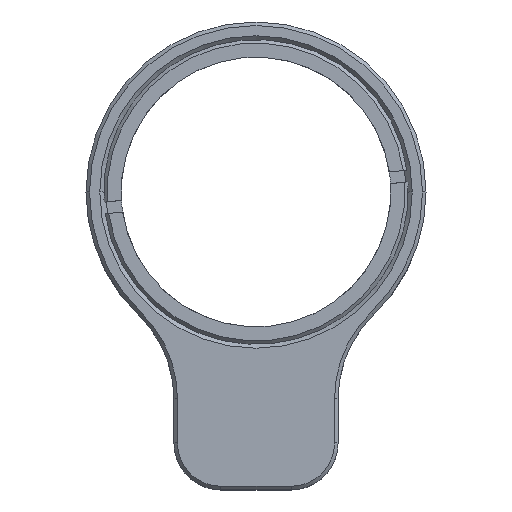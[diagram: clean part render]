
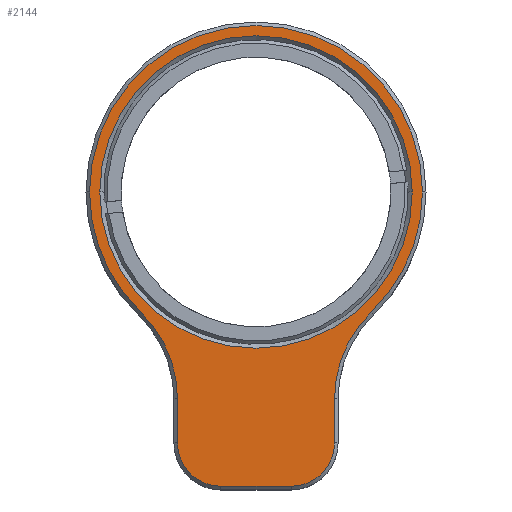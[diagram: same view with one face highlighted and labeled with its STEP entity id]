
A CAD part, top view. The second image highlights one B-rep face of the part: STEP entity #2144.
In plain terms, the highlighted planar face has unit normal (0, 0, 1).
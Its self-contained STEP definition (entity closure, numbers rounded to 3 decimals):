
#29 = VERTEX_POINT ( 'NONE', #572 ) ;
#47 = AXIS2_PLACEMENT_3D ( 'NONE', #1016, #2621, #677 ) ;
#125 = EDGE_LOOP ( 'NONE', ( #3872, #3204, #1256, #2196, #2961, #1458, #832, #3197, #3083, #1518 ) ) ;
#126 = EDGE_CURVE ( 'NONE', #628, #3176, #2151, .T. ) ;
#164 = DIRECTION ( 'NONE',  ( 1., 0., 0. ) ) ;
#166 = DIRECTION ( 'NONE',  ( 0., 0., 1. ) ) ;
#205 = EDGE_CURVE ( 'NONE', #2769, #2344, #1641, .T. ) ;
#242 = CIRCLE ( 'NONE', #3363, 14.2 ) ;
#266 = AXIS2_PLACEMENT_3D ( 'NONE', #904, #3163, #1240 ) ;
#285 = LINE ( 'NONE', #734, #1695 ) ;
#301 = CARTESIAN_POINT ( 'NONE',  ( 61.976, -8.886, 5.25 ) ) ;
#315 = VERTEX_POINT ( 'NONE', #3180 ) ;
#323 = CARTESIAN_POINT ( 'NONE',  ( 72.276, -5.128, 5.25 ) ) ;
#388 = ORIENTED_EDGE ( 'NONE', *, *, #3982, .T. ) ;
#392 = DIRECTION ( 'NONE',  ( 0., 0., -1. ) ) ;
#563 = VERTEX_POINT ( 'NONE', #301 ) ;
#572 = CARTESIAN_POINT ( 'NONE',  ( 48.576, -8.886, 5.25 ) ) ;
#587 = CARTESIAN_POINT ( 'NONE',  ( 58.276, -12.586, 5.25 ) ) ;
#627 = EDGE_CURVE ( 'NONE', #1175, #1755, #1191, .T. ) ;
#628 = VERTEX_POINT ( 'NONE', #1568 ) ;
#677 = DIRECTION ( 'NONE',  ( 1., 0., 0. ) ) ;
#682 = DIRECTION ( 'NONE',  ( 0., 0., 1. ) ) ;
#704 = CARTESIAN_POINT ( 'NONE',  ( 38.276, -5.128, 5.25 ) ) ;
#734 = CARTESIAN_POINT ( 'NONE',  ( 61.976, -5.128, 5.25 ) ) ;
#832 = ORIENTED_EDGE ( 'NONE', *, *, #205, .T. ) ;
#863 = CARTESIAN_POINT ( 'NONE',  ( 55.276, 12.514, 5.25 ) ) ;
#894 = CIRCLE ( 'NONE', #266, 14.2 ) ;
#904 = CARTESIAN_POINT ( 'NONE',  ( 55.276, 12.514, 5.25 ) ) ;
#924 = CARTESIAN_POINT ( 'NONE',  ( 58.276, -12.586, 5.25 ) ) ;
#986 = CARTESIAN_POINT ( 'NONE',  ( 45.423, 2.289, 5.25 ) ) ;
#1016 = CARTESIAN_POINT ( 'NONE',  ( 55.276, 12.514, 5.25 ) ) ;
#1129 = AXIS2_PLACEMENT_3D ( 'NONE', #704, #392, #3216 ) ;
#1147 = AXIS2_PLACEMENT_3D ( 'NONE', #1650, #3881, #1975 ) ;
#1175 = VERTEX_POINT ( 'NONE', #3387 ) ;
#1191 = LINE ( 'NONE', #587, #2796 ) ;
#1195 = DIRECTION ( 'NONE',  ( 1., 0., 0. ) ) ;
#1196 = CIRCLE ( 'NONE', #2141, 3.7 ) ;
#1240 = DIRECTION ( 'NONE',  ( 1., 0., 0. ) ) ;
#1256 = ORIENTED_EDGE ( 'NONE', *, *, #3849, .T. ) ;
#1292 = PLANE ( 'NONE',  #1513 ) ;
#1311 = DIRECTION ( 'NONE',  ( 1., 0., 0. ) ) ;
#1341 = CIRCLE ( 'NONE', #1147, 10.3 ) ;
#1395 = ORIENTED_EDGE ( 'NONE', *, *, #126, .T. ) ;
#1458 = ORIENTED_EDGE ( 'NONE', *, *, #2971, .T. ) ;
#1513 = AXIS2_PLACEMENT_3D ( 'NONE', #323, #3229, #1311 ) ;
#1518 = ORIENTED_EDGE ( 'NONE', *, *, #627, .T. ) ;
#1568 = CARTESIAN_POINT ( 'NONE',  ( 41.951, 12.514, 5.25 ) ) ;
#1589 = VERTEX_POINT ( 'NONE', #2116 ) ;
#1641 = CIRCLE ( 'NONE', #1129, 10.3 ) ;
#1650 = CARTESIAN_POINT ( 'NONE',  ( 72.276, -5.128, 5.25 ) ) ;
#1695 = VECTOR ( 'NONE', #2683, 1000. ) ;
#1727 = AXIS2_PLACEMENT_3D ( 'NONE', #2625, #682, #2949 ) ;
#1737 = CARTESIAN_POINT ( 'NONE',  ( 48.576, -5.128, 5.25 ) ) ;
#1755 = VERTEX_POINT ( 'NONE', #924 ) ;
#1770 = FACE_OUTER_BOUND ( 'NONE', #125, .T. ) ;
#1937 = DIRECTION ( 'NONE',  ( 1., 0., 0. ) ) ;
#1975 = DIRECTION ( 'NONE',  ( 1., 0., 0. ) ) ;
#2023 = CARTESIAN_POINT ( 'NONE',  ( 41.076, 12.514, 5.25 ) ) ;
#2077 = DIRECTION ( 'NONE',  ( 0., 0., 1. ) ) ;
#2080 = CARTESIAN_POINT ( 'NONE',  ( 55.276, 12.514, 5.25 ) ) ;
#2116 = CARTESIAN_POINT ( 'NONE',  ( 69.476, 12.514, 5.25 ) ) ;
#2141 = AXIS2_PLACEMENT_3D ( 'NONE', #3991, #2077, #164 ) ;
#2144 = ADVANCED_FACE ( 'NONE', ( #1770, #3264 ), #1292, .T. ) ;
#2151 = CIRCLE ( 'NONE', #47, 13.325 ) ;
#2196 = ORIENTED_EDGE ( 'NONE', *, *, #2515, .T. ) ;
#2208 = VECTOR ( 'NONE', #3234, 1000. ) ;
#2225 = EDGE_CURVE ( 'NONE', #1755, #563, #3170, .T. ) ;
#2344 = VERTEX_POINT ( 'NONE', #1737 ) ;
#2402 = DIRECTION ( 'NONE',  ( 1., 0., 0. ) ) ;
#2439 = AXIS2_PLACEMENT_3D ( 'NONE', #3636, #2875, #1937 ) ;
#2515 = EDGE_CURVE ( 'NONE', #315, #1589, #242, .T. ) ;
#2596 = EDGE_CURVE ( 'NONE', #1589, #2890, #894, .T. ) ;
#2621 = DIRECTION ( 'NONE',  ( 0., 0., -1. ) ) ;
#2625 = CARTESIAN_POINT ( 'NONE',  ( 58.276, -8.886, 5.25 ) ) ;
#2683 = DIRECTION ( 'NONE',  ( 0., 1., 0. ) ) ;
#2769 = VERTEX_POINT ( 'NONE', #986 ) ;
#2796 = VECTOR ( 'NONE', #3487, 1000. ) ;
#2875 = DIRECTION ( 'NONE',  ( 0., 0., -1. ) ) ;
#2890 = VERTEX_POINT ( 'NONE', #2023 ) ;
#2949 = DIRECTION ( 'NONE',  ( 1., 0., 0. ) ) ;
#2961 = ORIENTED_EDGE ( 'NONE', *, *, #2596, .T. ) ;
#2971 = EDGE_CURVE ( 'NONE', #2890, #2769, #3851, .T. ) ;
#3054 = VERTEX_POINT ( 'NONE', #4026 ) ;
#3055 = LINE ( 'NONE', #3223, #2208 ) ;
#3083 = ORIENTED_EDGE ( 'NONE', *, *, #4131, .T. ) ;
#3120 = DIRECTION ( 'NONE',  ( 0., 0., 1. ) ) ;
#3163 = DIRECTION ( 'NONE',  ( 0., 0., 1. ) ) ;
#3170 = CIRCLE ( 'NONE', #1727, 3.7 ) ;
#3176 = VERTEX_POINT ( 'NONE', #4095 ) ;
#3180 = CARTESIAN_POINT ( 'NONE',  ( 65.129, 2.289, 5.25 ) ) ;
#3197 = ORIENTED_EDGE ( 'NONE', *, *, #3828, .T. ) ;
#3204 = ORIENTED_EDGE ( 'NONE', *, *, #3988, .T. ) ;
#3216 = DIRECTION ( 'NONE',  ( 1., 0., 0. ) ) ;
#3223 = CARTESIAN_POINT ( 'NONE',  ( 48.576, -8.886, 5.25 ) ) ;
#3229 = DIRECTION ( 'NONE',  ( 0., 0., 1. ) ) ;
#3234 = DIRECTION ( 'NONE',  ( 0., -1., 0. ) ) ;
#3264 = FACE_BOUND ( 'NONE', #3810, .T. ) ;
#3363 = AXIS2_PLACEMENT_3D ( 'NONE', #863, #3120, #1195 ) ;
#3387 = CARTESIAN_POINT ( 'NONE',  ( 52.276, -12.586, 5.25 ) ) ;
#3406 = CIRCLE ( 'NONE', #2439, 13.325 ) ;
#3424 = AXIS2_PLACEMENT_3D ( 'NONE', #2080, #166, #2402 ) ;
#3487 = DIRECTION ( 'NONE',  ( 1., 0., 0. ) ) ;
#3636 = CARTESIAN_POINT ( 'NONE',  ( 55.276, 12.514, 5.25 ) ) ;
#3810 = EDGE_LOOP ( 'NONE', ( #388, #1395 ) ) ;
#3828 = EDGE_CURVE ( 'NONE', #2344, #29, #3055, .T. ) ;
#3849 = EDGE_CURVE ( 'NONE', #3054, #315, #1341, .T. ) ;
#3851 = CIRCLE ( 'NONE', #3424, 14.2 ) ;
#3872 = ORIENTED_EDGE ( 'NONE', *, *, #2225, .T. ) ;
#3881 = DIRECTION ( 'NONE',  ( 0., 0., -1. ) ) ;
#3982 = EDGE_CURVE ( 'NONE', #3176, #628, #3406, .T. ) ;
#3988 = EDGE_CURVE ( 'NONE', #563, #3054, #285, .T. ) ;
#3991 = CARTESIAN_POINT ( 'NONE',  ( 52.276, -8.886, 5.25 ) ) ;
#4026 = CARTESIAN_POINT ( 'NONE',  ( 61.976, -5.128, 5.25 ) ) ;
#4095 = CARTESIAN_POINT ( 'NONE',  ( 68.601, 12.514, 5.25 ) ) ;
#4131 = EDGE_CURVE ( 'NONE', #29, #1175, #1196, .T. ) ;
